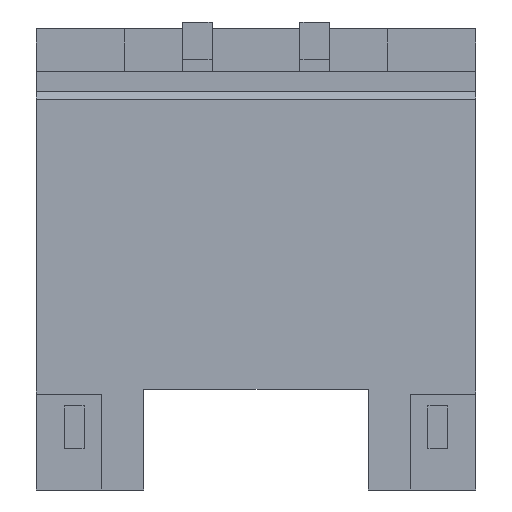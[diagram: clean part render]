
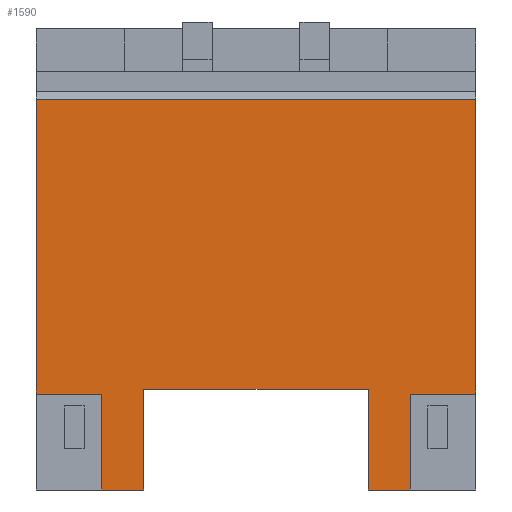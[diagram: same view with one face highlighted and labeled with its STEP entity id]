
A CAD part, front view. The second image highlights one B-rep face of the part: STEP entity #1590.
In plain terms, the highlighted planar face has unit normal (0, -1, 0).
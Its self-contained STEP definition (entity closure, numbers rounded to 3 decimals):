
#177=DIRECTION('',(1.,0.,0.));
#178=VECTOR('',#177,0.427);
#179=CARTESIAN_POINT('',(0.185,-0.396,
-3.511));
#180=LINE('',#179,#178);
#181=DIRECTION('',(0.,0.,-1.));
#182=VECTOR('',#181,0.983);
#183=CARTESIAN_POINT('',(0.185,-0.396,-2.529));
#184=LINE('',#183,#182);
#185=DIRECTION('',(1.,0.,0.));
#186=VECTOR('',#185,0.673);
#187=CARTESIAN_POINT('',(-0.487,-0.396,-2.529));
#188=LINE('',#187,#186);
#189=DIRECTION('',(0.,0.,-1.));
#190=VECTOR('',#189,3.017);
#191=CARTESIAN_POINT('',(-0.487,-0.396,0.489));
#192=LINE('',#191,#190);
#193=DIRECTION('',(-1.,0.,0.));
#194=VECTOR('',#193,4.5);
#195=CARTESIAN_POINT('',(4.013,-0.396,0.489));
#196=LINE('',#195,#194);
#197=DIRECTION('',(0.,0.,1.));
#198=VECTOR('',#197,3.017);
#199=CARTESIAN_POINT('',(4.013,-0.396,-2.529));
#200=LINE('',#199,#198);
#201=DIRECTION('',(1.,0.,0.));
#202=VECTOR('',#201,0.673);
#203=CARTESIAN_POINT('',(3.34,-0.396,-2.529));
#204=LINE('',#203,#202);
#205=DIRECTION('',(1.,0.,0.));
#206=VECTOR('',#205,0.427);
#207=CARTESIAN_POINT('',(2.913,-0.396,
-3.511));
#208=LINE('',#207,#206);
#209=DIRECTION('',(0.,0.,-1.));
#210=VECTOR('',#209,1.033);
#211=CARTESIAN_POINT('',(2.913,-0.396,-2.479));
#212=LINE('',#211,#210);
#213=DIRECTION('',(1.,0.,0.));
#214=VECTOR('',#213,2.3);
#215=CARTESIAN_POINT('',(0.613,-0.396,-2.479));
#216=LINE('',#215,#214);
#217=DIRECTION('',(0.,0.,1.));
#218=VECTOR('',#217,1.033);
#219=CARTESIAN_POINT('',(0.613,-0.396,
-3.511));
#220=LINE('',#219,#218);
#317=DIRECTION('',(0.,0.,-1.));
#318=VECTOR('',#317,0.983);
#319=CARTESIAN_POINT('',(3.34,-0.396,-2.529));
#320=LINE('',#319,#318);
#1021=CARTESIAN_POINT('',(-0.487,-0.396,-2.529));
#1022=VERTEX_POINT('',#1021);
#1023=CARTESIAN_POINT('',(-0.487,-0.396,
0.489));
#1024=VERTEX_POINT('',#1023);
#1123=CARTESIAN_POINT('',(0.613,-0.396,
-3.511));
#1124=VERTEX_POINT('',#1123);
#1125=CARTESIAN_POINT('',(0.185,-0.396,
-3.511));
#1126=VERTEX_POINT('',#1125);
#1128=CARTESIAN_POINT('',(0.613,-0.396,-2.479));
#1130=VERTEX_POINT('',#1128);
#1135=CARTESIAN_POINT('',(0.185,-0.396,-2.529));
#1136=VERTEX_POINT('',#1135);
#1209=CARTESIAN_POINT('',(2.913,-0.396,-2.479));
#1211=VERTEX_POINT('',#1209);
#1215=CARTESIAN_POINT('',(2.913,-0.396,
-3.511));
#1216=VERTEX_POINT('',#1215);
#1247=CARTESIAN_POINT('',(4.013,-0.396,0.489));
#1248=VERTEX_POINT('',#1247);
#1249=CARTESIAN_POINT('',(4.013,-0.396,-2.529));
#1250=VERTEX_POINT('',#1249);
#1273=CARTESIAN_POINT('',(3.34,-0.396,
-3.511));
#1274=VERTEX_POINT('',#1273);
#1275=CARTESIAN_POINT('',(3.34,-0.396,-2.529));
#1276=VERTEX_POINT('',#1275);
#1563=CARTESIAN_POINT('',(1.763,-0.396,
-0.995));
#1564=DIRECTION('',(0.,-1.,0.));
#1565=DIRECTION('',(-1.,0.,0.));
#1566=AXIS2_PLACEMENT_3D('',#1563,#1564,#1565);
#1567=PLANE('',#1566);
#1568=ORIENTED_EDGE('',*,*,#1497,.F.);
#1569=ORIENTED_EDGE('',*,*,#1556,.F.);
#1570=ORIENTED_EDGE('',*,*,#1545,.F.);
#1571=ORIENTED_EDGE('',*,*,#1362,.F.);
#1573=ORIENTED_EDGE('',*,*,#1572,.F.);
#1575=ORIENTED_EDGE('',*,*,#1574,.F.);
#1577=ORIENTED_EDGE('',*,*,#1576,.F.);
#1579=ORIENTED_EDGE('',*,*,#1578,.T.);
#1581=ORIENTED_EDGE('',*,*,#1580,.F.);
#1583=ORIENTED_EDGE('',*,*,#1582,.F.);
#1585=ORIENTED_EDGE('',*,*,#1584,.F.);
#1587=ORIENTED_EDGE('',*,*,#1586,.F.);
#1588=EDGE_LOOP('',(#1568,#1569,#1570,#1571,#1573,#1575,#1577,#1579,#1581,#1583,
#1585,#1587));
#1589=FACE_OUTER_BOUND('',#1588,.F.);
#1590=ADVANCED_FACE('',(#1589),#1567,.T.);
#1362=EDGE_CURVE('',#1024,#1022,#192,.T.);
#1497=EDGE_CURVE('',#1126,#1124,#180,.T.);
#1545=EDGE_CURVE('',#1022,#1136,#188,.T.);
#1556=EDGE_CURVE('',#1136,#1126,#184,.T.);
#1572=EDGE_CURVE('',#1248,#1024,#196,.T.);
#1574=EDGE_CURVE('',#1250,#1248,#200,.T.);
#1576=EDGE_CURVE('',#1276,#1250,#204,.T.);
#1578=EDGE_CURVE('',#1276,#1274,#320,.T.);
#1580=EDGE_CURVE('',#1216,#1274,#208,.T.);
#1582=EDGE_CURVE('',#1211,#1216,#212,.T.);
#1584=EDGE_CURVE('',#1130,#1211,#216,.T.);
#1586=EDGE_CURVE('',#1124,#1130,#220,.T.);
